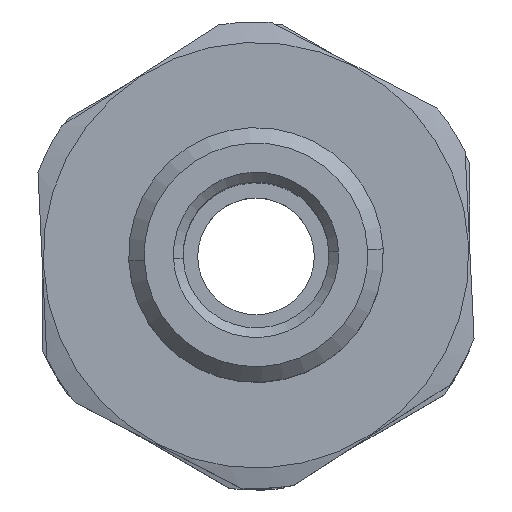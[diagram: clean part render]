
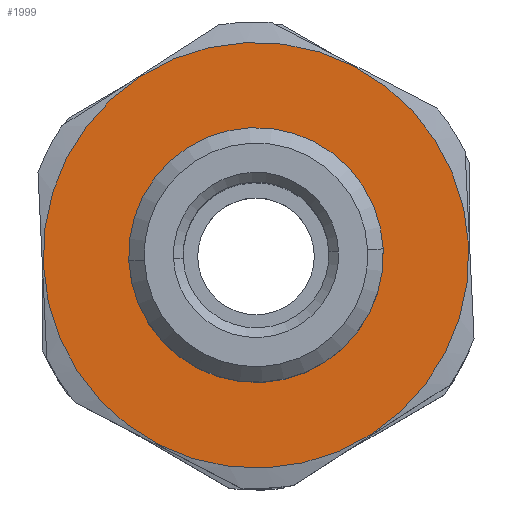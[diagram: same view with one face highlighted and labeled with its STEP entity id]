
A CAD part, top view. The second image highlights one B-rep face of the part: STEP entity #1999.
In plain terms, the highlighted planar face has unit normal (0, 0, 1).
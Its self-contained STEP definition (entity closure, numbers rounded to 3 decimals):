
#61 = AXIS2_PLACEMENT_3D ( 'NONE', #3048, #2743, #590 ) ;
#74 = DIRECTION ( 'NONE',  ( -1., 0., 0. ) ) ;
#97 = FACE_BOUND ( 'NONE', #2596, .T. ) ;
#169 = DIRECTION ( 'NONE',  ( 1., 0., 0. ) ) ;
#177 = DIRECTION ( 'NONE',  ( 0., 0., -1. ) ) ;
#187 = DIRECTION ( 'NONE',  ( 1., 0., 0. ) ) ;
#255 = FACE_OUTER_BOUND ( 'NONE', #2779, .T. ) ;
#320 = AXIS2_PLACEMENT_3D ( 'NONE', #848, #2348, #169 ) ;
#481 = VERTEX_POINT ( 'NONE', #1306 ) ;
#516 = AXIS2_PLACEMENT_3D ( 'NONE', #951, #177, #74 ) ;
#542 = CIRCLE ( 'NONE', #320, 10.95 ) ;
#590 = DIRECTION ( 'NONE',  ( 1., 0., 0. ) ) ;
#825 = EDGE_CURVE ( 'NONE', #2865, #2769, #1028, .T. ) ;
#837 = EDGE_CURVE ( 'NONE', #2769, #2865, #542, .T. ) ;
#848 = CARTESIAN_POINT ( 'NONE',  ( 0., 0., -10. ) ) ;
#866 = ORIENTED_EDGE ( 'NONE', *, *, #2719, .F. ) ;
#951 = CARTESIAN_POINT ( 'NONE',  ( 0., 6.55, -10. ) ) ;
#1028 = CIRCLE ( 'NONE', #2512, 10.95 ) ;
#1105 = CARTESIAN_POINT ( 'NONE',  ( 10.95, 0., -10. ) ) ;
#1120 = CARTESIAN_POINT ( 'NONE',  ( 0., 0., -10. ) ) ;
#1203 = ORIENTED_EDGE ( 'NONE', *, *, #837, .T. ) ;
#1266 = CARTESIAN_POINT ( 'NONE',  ( 6.55, 0., -10. ) ) ;
#1305 = ORIENTED_EDGE ( 'NONE', *, *, #825, .T. ) ;
#1306 = CARTESIAN_POINT ( 'NONE',  ( -6.55, 0., -10. ) ) ;
#1377 = PLANE ( 'NONE',  #516 ) ;
#1384 = ORIENTED_EDGE ( 'NONE', *, *, #2389, .F. ) ;
#1468 = CIRCLE ( 'NONE', #2114, 6.55 ) ;
#1479 = CARTESIAN_POINT ( 'NONE',  ( 0., 0., -10. ) ) ;
#1521 = VERTEX_POINT ( 'NONE', #1266 ) ;
#1536 = DIRECTION ( 'NONE',  ( 0., 0., 1. ) ) ;
#1683 = CIRCLE ( 'NONE', #61, 6.55 ) ;
#1999 = ADVANCED_FACE ( 'NONE', ( #97, #255 ), #1377, .F. ) ;
#2114 = AXIS2_PLACEMENT_3D ( 'NONE', #1120, #1536, #2157 ) ;
#2157 = DIRECTION ( 'NONE',  ( 1., 0., 0. ) ) ;
#2348 = DIRECTION ( 'NONE',  ( 0., 0., 1. ) ) ;
#2389 = EDGE_CURVE ( 'NONE', #481, #1521, #1683, .T. ) ;
#2512 = AXIS2_PLACEMENT_3D ( 'NONE', #1479, #2691, #187 ) ;
#2596 = EDGE_LOOP ( 'NONE', ( #866, #1384 ) ) ;
#2691 = DIRECTION ( 'NONE',  ( 0., 0., 1. ) ) ;
#2719 = EDGE_CURVE ( 'NONE', #1521, #481, #1468, .T. ) ;
#2743 = DIRECTION ( 'NONE',  ( 0., 0., 1. ) ) ;
#2769 = VERTEX_POINT ( 'NONE', #1105 ) ;
#2779 = EDGE_LOOP ( 'NONE', ( #1305, #1203 ) ) ;
#2840 = CARTESIAN_POINT ( 'NONE',  ( -10.95, 0., -10. ) ) ;
#2865 = VERTEX_POINT ( 'NONE', #2840 ) ;
#3048 = CARTESIAN_POINT ( 'NONE',  ( 0., 0., -10. ) ) ;
